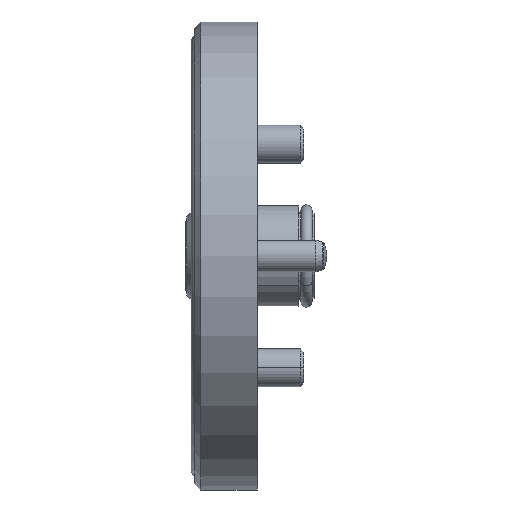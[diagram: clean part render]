
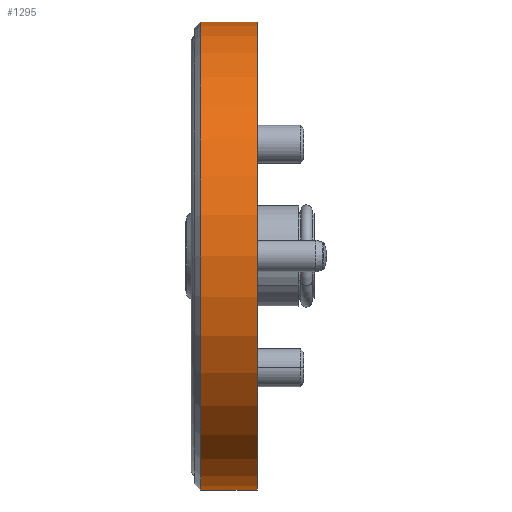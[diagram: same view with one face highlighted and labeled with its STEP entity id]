
A CAD part, left-side view. The second image highlights one B-rep face of the part: STEP entity #1295.
In plain terms, the highlighted cylindrical face has radius 37 mm (diameter 74 mm), a partial arc.
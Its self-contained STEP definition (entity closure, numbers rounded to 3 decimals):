
#5 = CARTESIAN_POINT ( 'NONE',  ( 0., 0., -37. ) ) ;
#48 = AXIS2_PLACEMENT_3D ( 'NONE', #5882, #4839, #5905 ) ;
#339 = VERTEX_POINT ( 'NONE', #1027 ) ;
#361 = DIRECTION ( 'NONE',  ( 0., -1., 0. ) ) ;
#390 = AXIS2_PLACEMENT_3D ( 'NONE', #561, #4251, #1087 ) ;
#451 = EDGE_LOOP ( 'NONE', ( #4222, #3267, #6491, #3866 ) ) ;
#561 = CARTESIAN_POINT ( 'NONE',  ( 0., 8.9, 0. ) ) ;
#998 = VECTOR ( 'NONE', #361, 1000. ) ;
#1027 = CARTESIAN_POINT ( 'NONE',  ( 0., 0., 37. ) ) ;
#1072 = EDGE_CURVE ( 'NONE', #4633, #2345, #2408, .T. ) ;
#1087 = DIRECTION ( 'NONE',  ( 0., 0., -1. ) ) ;
#1156 = FACE_OUTER_BOUND ( 'NONE', #451, .T. ) ;
#1295 = ADVANCED_FACE ( 'NONE', ( #1156 ), #3313, .T. ) ;
#2215 = VERTEX_POINT ( 'NONE', #5597 ) ;
#2224 = AXIS2_PLACEMENT_3D ( 'NONE', #5850, #2734, #6369 ) ;
#2345 = VERTEX_POINT ( 'NONE', #5 ) ;
#2408 = LINE ( 'NONE', #4054, #998 ) ;
#2559 = EDGE_CURVE ( 'NONE', #2215, #4633, #3583, .T. ) ;
#2734 = DIRECTION ( 'NONE',  ( 0., -1., 0. ) ) ;
#3267 = ORIENTED_EDGE ( 'NONE', *, *, #2559, .T. ) ;
#3313 = CYLINDRICAL_SURFACE ( 'NONE', #48, 37. ) ;
#3531 = DIRECTION ( 'NONE',  ( 0., -1., 0. ) ) ;
#3583 = CIRCLE ( 'NONE', #390, 37. ) ;
#3866 = ORIENTED_EDGE ( 'NONE', *, *, #5607, .F. ) ;
#4032 = CARTESIAN_POINT ( 'NONE',  ( 0., 0., 37. ) ) ;
#4054 = CARTESIAN_POINT ( 'NONE',  ( 0., 0., -37. ) ) ;
#4222 = ORIENTED_EDGE ( 'NONE', *, *, #5243, .F. ) ;
#4251 = DIRECTION ( 'NONE',  ( 0., -1., 0. ) ) ;
#4633 = VERTEX_POINT ( 'NONE', #4787 ) ;
#4787 = CARTESIAN_POINT ( 'NONE',  ( 0., 8.9, -37. ) ) ;
#4839 = DIRECTION ( 'NONE',  ( 0., -1., 0. ) ) ;
#4999 = VECTOR ( 'NONE', #3531, 1000. ) ;
#5243 = EDGE_CURVE ( 'NONE', #2215, #339, #6366, .T. ) ;
#5597 = CARTESIAN_POINT ( 'NONE',  ( 0., 8.9, 37. ) ) ;
#5607 = EDGE_CURVE ( 'NONE', #339, #2345, #6436, .T. ) ;
#5850 = CARTESIAN_POINT ( 'NONE',  ( 0., 0., 0. ) ) ;
#5882 = CARTESIAN_POINT ( 'NONE',  ( 0., 0., 0. ) ) ;
#5905 = DIRECTION ( 'NONE',  ( 0., 0., -1. ) ) ;
#6366 = LINE ( 'NONE', #4032, #4999 ) ;
#6369 = DIRECTION ( 'NONE',  ( 0., 0., -1. ) ) ;
#6436 = CIRCLE ( 'NONE', #2224, 37. ) ;
#6491 = ORIENTED_EDGE ( 'NONE', *, *, #1072, .T. ) ;
